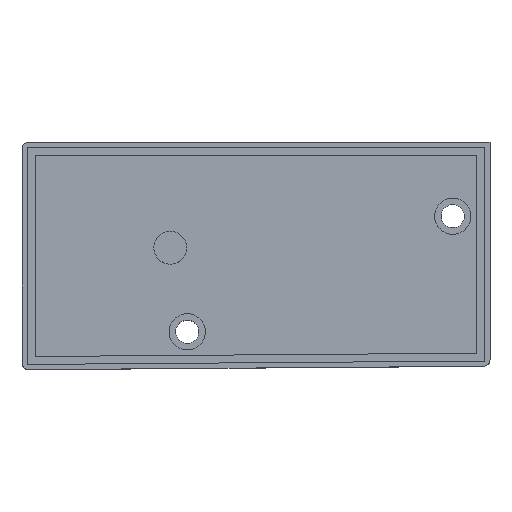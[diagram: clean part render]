
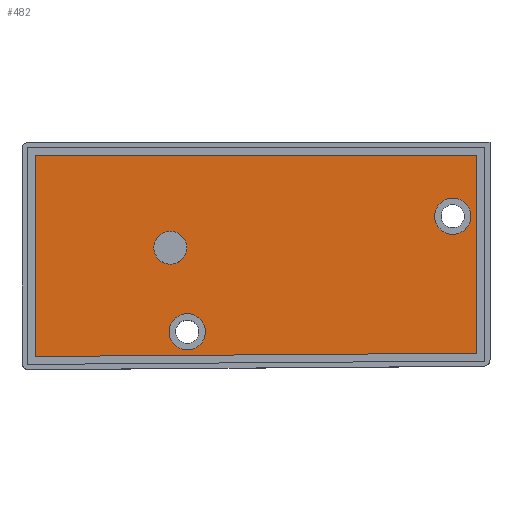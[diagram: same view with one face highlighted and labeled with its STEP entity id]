
A CAD part, top view. The second image highlights one B-rep face of the part: STEP entity #482.
In plain terms, the highlighted planar face has unit normal (0, 0, 1).
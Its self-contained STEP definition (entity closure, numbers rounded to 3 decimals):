
#37=CIRCLE('',#535,2.75);
#38=CIRCLE('',#538,2.75);
#39=CIRCLE('',#539,2.5);
#51=FACE_BOUND('',#104,.T.);
#52=FACE_BOUND('',#105,.T.);
#53=FACE_BOUND('',#106,.T.);
#70=FACE_OUTER_BOUND('',#103,.T.);
#103=EDGE_LOOP('',(#384,#385,#386,#387));
#104=EDGE_LOOP('',(#388));
#105=EDGE_LOOP('',(#389));
#106=EDGE_LOOP('',(#390));
#140=LINE('',#745,#186);
#143=LINE('',#750,#189);
#153=LINE('',#795,#199);
#154=LINE('',#796,#200);
#186=VECTOR('',#593,10.);
#189=VECTOR('',#598,10.);
#199=VECTOR('',#646,10.);
#200=VECTOR('',#647,10.);
#227=VERTEX_POINT('',#742);
#228=VERTEX_POINT('',#744);
#229=VERTEX_POINT('',#748);
#244=VERTEX_POINT('',#789);
#245=VERTEX_POINT('',#794);
#246=VERTEX_POINT('',#797);
#247=VERTEX_POINT('',#799);
#274=EDGE_CURVE('',#228,#227,#140,.T.);
#277=EDGE_CURVE('',#227,#229,#143,.T.);
#297=EDGE_CURVE('',#244,#244,#37,.T.);
#298=EDGE_CURVE('',#245,#228,#153,.T.);
#299=EDGE_CURVE('',#229,#245,#154,.T.);
#300=EDGE_CURVE('',#246,#246,#38,.T.);
#301=EDGE_CURVE('',#247,#247,#39,.T.);
#384=ORIENTED_EDGE('',*,*,#298,.T.);
#385=ORIENTED_EDGE('',*,*,#274,.T.);
#386=ORIENTED_EDGE('',*,*,#277,.T.);
#387=ORIENTED_EDGE('',*,*,#299,.T.);
#388=ORIENTED_EDGE('',*,*,#300,.T.);
#389=ORIENTED_EDGE('',*,*,#301,.T.);
#390=ORIENTED_EDGE('',*,*,#297,.T.);
#458=PLANE('',#537);
#482=ADVANCED_FACE('',(#70,#51,#52,#53),#458,.T.);
#535=AXIS2_PLACEMENT_3D('',#791,#640,#641);
#537=AXIS2_PLACEMENT_3D('',#793,#644,#645);
#538=AXIS2_PLACEMENT_3D('',#798,#648,#649);
#539=AXIS2_PLACEMENT_3D('',#800,#650,#651);
#593=DIRECTION('',(1.,0.007,0.));
#598=DIRECTION('',(0.,1.,0.));
#640=DIRECTION('center_axis',(0.,0.,-1.));
#641=DIRECTION('ref_axis',(1.,0.,0.));
#644=DIRECTION('center_axis',(0.,0.,1.));
#645=DIRECTION('ref_axis',(1.,0.,0.));
#646=DIRECTION('',(0.,-1.,0.));
#647=DIRECTION('',(-1.,0.,0.));
#648=DIRECTION('center_axis',(0.,0.,-1.));
#649=DIRECTION('ref_axis',(1.,0.,0.));
#650=DIRECTION('center_axis',(0.,0.,-1.));
#651=DIRECTION('ref_axis',(1.,0.,0.));
#742=CARTESIAN_POINT('',(33.5,-14.,0.));
#744=CARTESIAN_POINT('',(-33.5,-14.5,0.));
#745=CARTESIAN_POINT('',(16.806,-14.125,0.));
#748=CARTESIAN_POINT('',(33.5,16.,0.));
#750=CARTESIAN_POINT('',(33.5,8.373,0.));
#789=CARTESIAN_POINT('',(27.103,6.779,0.));
#791=CARTESIAN_POINT('Origin',(29.853,6.779,0.));
#793=CARTESIAN_POINT('Origin',(0.,0.746,0.));
#794=CARTESIAN_POINT('',(-33.5,16.,0.));
#795=CARTESIAN_POINT('',(-33.5,-6.877,0.));
#796=CARTESIAN_POINT('',(-16.75,16.,0.));
#797=CARTESIAN_POINT('',(-13.18,-10.757,0.));
#798=CARTESIAN_POINT('Origin',(-10.43,-10.757,0.));
#799=CARTESIAN_POINT('',(-15.5,2.,0.));
#800=CARTESIAN_POINT('Origin',(-13.,2.,0.));
